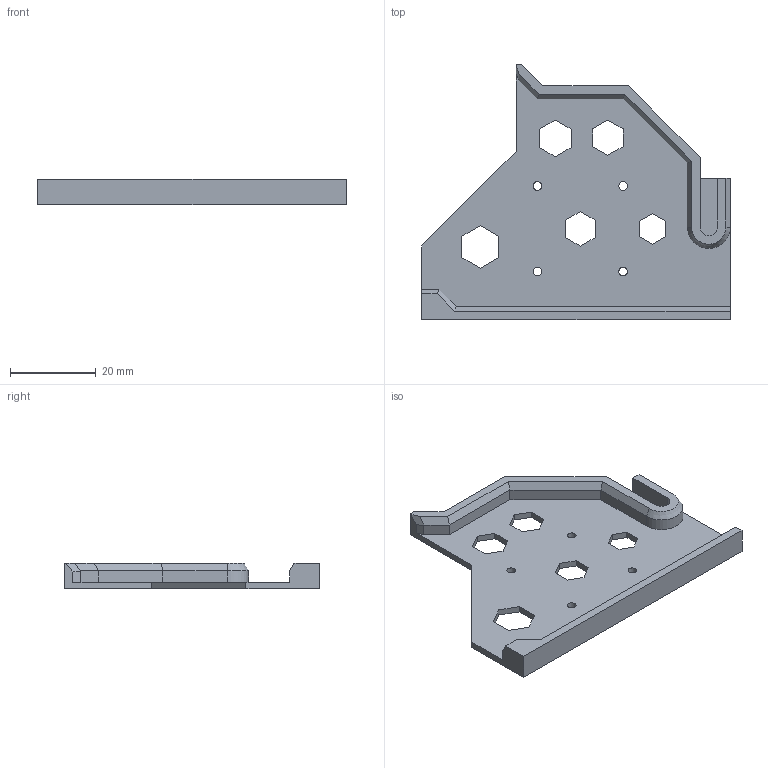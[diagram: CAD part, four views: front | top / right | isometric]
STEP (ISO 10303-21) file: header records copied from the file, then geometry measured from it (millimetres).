
FILE_DESCRIPTION(/* description */ (''),/* implementation_level */ '2;1');
FILE_NAME(/* name */ 'drilling_helper.step',/* time_stamp */ '2017-10-01T16:13:35+02:00',/* author */ ('gregsaun'),/* organization */ (''),/* preprocessor_version */ 'ST-DEVELOPER v16.13',/* originating_system */ 'Autodesk Translation Framework v6.5.0.72',/* authorisation */ '');
FILE_SCHEMA (('AUTOMOTIVE_DESIGN { 1 0 10303 214 3 1 1 }'));
Length unit declared in the file: millimetre
Products named in the file (1): drilling_helper v7
Bounding box: 72 x 59.6 x 6 mm (x, y, z)
Volume: 6375.9 mm3; surface area: 7644.1 mm2
Topology: 1 solids, 1 shells, 71 faces, 200 edges, 131 vertices
Faces by surface type: plane 64, cylinder 6, cone 1
Full cylindrical faces by diameter (mm): 2 x4
Entity records: 2327 total; most frequent: CARTESIAN_POINT 403, ORIENTED_EDGE 400, DIRECTION 357, EDGE_CURVE 200, LINE 187, VECTOR 187, VERTEX_POINT 131, EDGE_LOOP 89
